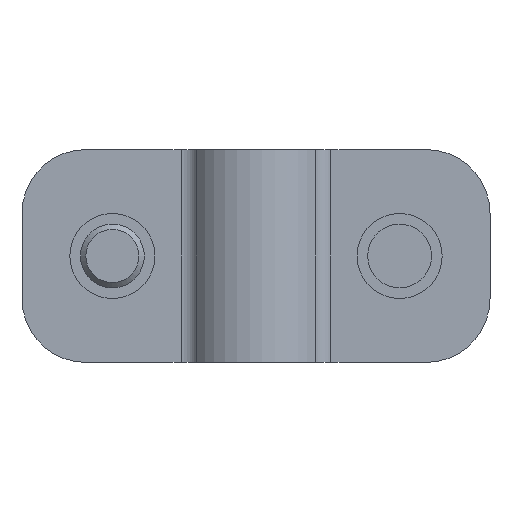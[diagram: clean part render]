
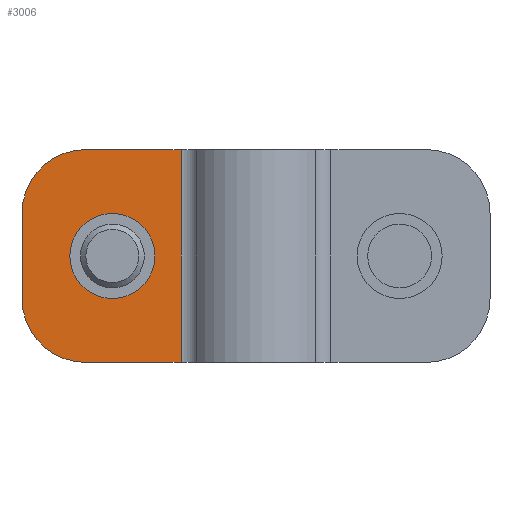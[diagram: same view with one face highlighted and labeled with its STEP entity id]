
A CAD part, front view. The second image highlights one B-rep face of the part: STEP entity #3006.
In plain terms, the highlighted planar face has unit normal (0, -1, 0).
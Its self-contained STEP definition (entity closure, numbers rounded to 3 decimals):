
#43 = CIRCLE ( 'NONE', #1279, 6. ) ;
#99 = LINE ( 'NONE', #663, #1924 ) ;
#112 = CARTESIAN_POINT ( 'NONE',  ( -16., -3.55, -10. ) ) ;
#199 = LINE ( 'NONE', #2482, #3189 ) ;
#207 = VERTEX_POINT ( 'NONE', #112 ) ;
#221 = DIRECTION ( 'NONE',  ( 0., 0., -1. ) ) ;
#356 = CARTESIAN_POINT ( 'NONE',  ( -22., -3.55, -4. ) ) ;
#458 = AXIS2_PLACEMENT_3D ( 'NONE', #626, #1251, #2991 ) ;
#552 = EDGE_CURVE ( 'NONE', #1584, #207, #43, .T. ) ;
#626 = CARTESIAN_POINT ( 'NONE',  ( -22., -3.55, 10. ) ) ;
#628 = CIRCLE ( 'NONE', #2772, 4. ) ;
#663 = CARTESIAN_POINT ( 'NONE',  ( -22., -3.55, 10. ) ) ;
#696 = CIRCLE ( 'NONE', #2658, 6. ) ;
#812 = DIRECTION ( 'NONE',  ( 0., 0., 1. ) ) ;
#1034 = CARTESIAN_POINT ( 'NONE',  ( -7.05, -3.55, 10. ) ) ;
#1110 = VERTEX_POINT ( 'NONE', #1034 ) ;
#1241 = ORIENTED_EDGE ( 'NONE', *, *, #3727, .T. ) ;
#1251 = DIRECTION ( 'NONE',  ( 0., 1., 0. ) ) ;
#1279 = AXIS2_PLACEMENT_3D ( 'NONE', #2114, #3248, #3289 ) ;
#1355 = ORIENTED_EDGE ( 'NONE', *, *, #2439, .T. ) ;
#1526 = ORIENTED_EDGE ( 'NONE', *, *, #3436, .F. ) ;
#1584 = VERTEX_POINT ( 'NONE', #356 ) ;
#1719 = EDGE_LOOP ( 'NONE', ( #3021 ) ) ;
#1761 = EDGE_LOOP ( 'NONE', ( #1925, #2136, #1355, #1241, #1526, #1971 ) ) ;
#1786 = CARTESIAN_POINT ( 'NONE',  ( -7.05, -3.55, 10. ) ) ;
#1789 = PLANE ( 'NONE',  #458 ) ;
#1924 = VECTOR ( 'NONE', #2460, 1000. ) ;
#1925 = ORIENTED_EDGE ( 'NONE', *, *, #3157, .T. ) ;
#1971 = ORIENTED_EDGE ( 'NONE', *, *, #3648, .T. ) ;
#2010 = CARTESIAN_POINT ( 'NONE',  ( -22., -3.55, 4. ) ) ;
#2114 = CARTESIAN_POINT ( 'NONE',  ( -16., -3.55, -4. ) ) ;
#2133 = VECTOR ( 'NONE', #2155, 1000. ) ;
#2136 = ORIENTED_EDGE ( 'NONE', *, *, #552, .T. ) ;
#2155 = DIRECTION ( 'NONE',  ( 1., 0., 0. ) ) ;
#2227 = CARTESIAN_POINT ( 'NONE',  ( -7.05, -3.55, -10. ) ) ;
#2246 = DIRECTION ( 'NONE',  ( 0., 0., 1. ) ) ;
#2358 = FACE_OUTER_BOUND ( 'NONE', #1761, .T. ) ;
#2439 = EDGE_CURVE ( 'NONE', #207, #3651, #3335, .T. ) ;
#2460 = DIRECTION ( 'NONE',  ( 1., 0., 0. ) ) ;
#2482 = CARTESIAN_POINT ( 'NONE',  ( -22., -3.55, 10. ) ) ;
#2540 = DIRECTION ( 'NONE',  ( 0., -1., 0. ) ) ;
#2554 = CARTESIAN_POINT ( 'NONE',  ( -13.5, -3.55, 0. ) ) ;
#2572 = DIRECTION ( 'NONE',  ( 0., -1., 0. ) ) ;
#2629 = DIRECTION ( 'NONE',  ( 0., 0., 1. ) ) ;
#2658 = AXIS2_PLACEMENT_3D ( 'NONE', #2831, #2540, #2246 ) ;
#2701 = CARTESIAN_POINT ( 'NONE',  ( -16., -3.55, 10. ) ) ;
#2740 = VERTEX_POINT ( 'NONE', #2701 ) ;
#2772 = AXIS2_PLACEMENT_3D ( 'NONE', #2554, #2572, #812 ) ;
#2831 = CARTESIAN_POINT ( 'NONE',  ( -16., -3.55, 4. ) ) ;
#2988 = CARTESIAN_POINT ( 'NONE',  ( -13.5, -3.55, 4. ) ) ;
#2991 = DIRECTION ( 'NONE',  ( 0., 0., 1. ) ) ;
#3006 = ADVANCED_FACE ( 'NONE', ( #3577, #2358 ), #1789, .F. ) ;
#3021 = ORIENTED_EDGE ( 'NONE', *, *, #3172, .F. ) ;
#3046 = VERTEX_POINT ( 'NONE', #2988 ) ;
#3157 = EDGE_CURVE ( 'NONE', #3246, #1584, #199, .T. ) ;
#3172 = EDGE_CURVE ( 'NONE', #3046, #3046, #628, .T. ) ;
#3189 = VECTOR ( 'NONE', #221, 1000. ) ;
#3246 = VERTEX_POINT ( 'NONE', #2010 ) ;
#3248 = DIRECTION ( 'NONE',  ( 0., -1., 0. ) ) ;
#3289 = DIRECTION ( 'NONE',  ( 0., 0., 1. ) ) ;
#3294 = CARTESIAN_POINT ( 'NONE',  ( -22., -3.55, -10. ) ) ;
#3335 = LINE ( 'NONE', #3294, #2133 ) ;
#3436 = EDGE_CURVE ( 'NONE', #2740, #1110, #99, .T. ) ;
#3577 = FACE_BOUND ( 'NONE', #1719, .T. ) ;
#3648 = EDGE_CURVE ( 'NONE', #2740, #3246, #696, .T. ) ;
#3651 = VERTEX_POINT ( 'NONE', #2227 ) ;
#3702 = VECTOR ( 'NONE', #2629, 1000. ) ;
#3727 = EDGE_CURVE ( 'NONE', #3651, #1110, #3775, .T. ) ;
#3775 = LINE ( 'NONE', #1786, #3702 ) ;
